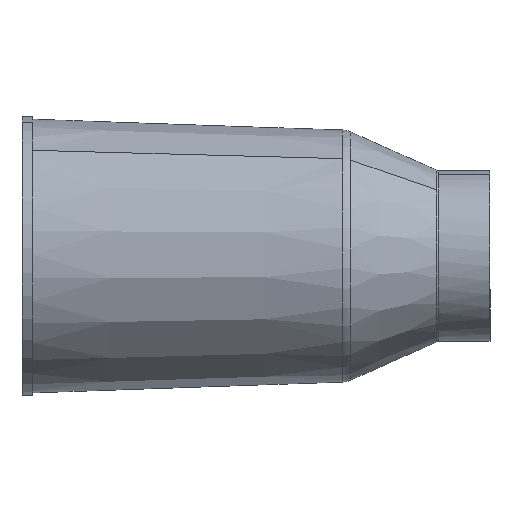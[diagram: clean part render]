
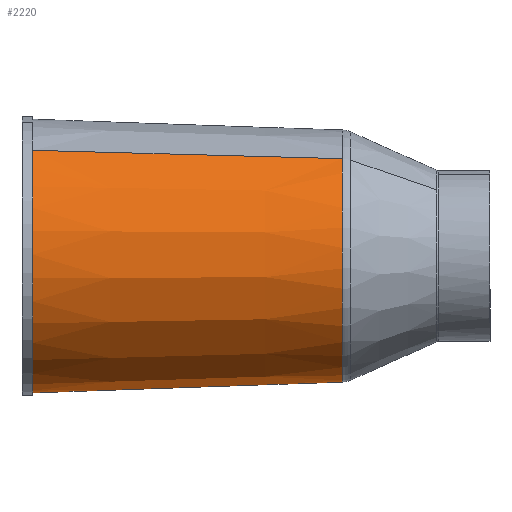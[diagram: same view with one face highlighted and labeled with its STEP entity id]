
A CAD part, left-side view. The second image highlights one B-rep face of the part: STEP entity #2220.
In plain terms, the highlighted conical face has half-angle 2 degrees and reference radius 58.095 mm.
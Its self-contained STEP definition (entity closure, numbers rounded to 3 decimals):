
#1900=CARTESIAN_POINT('POINT99',(0.,
   69.03,-55.587));
#1901=VERTEX_POINT('VERTEX99',#1900);
#1909=CARTESIAN_POINT('POINT100',(35.305,
   69.03,-42.935));
#1910=VERTEX_POINT('VERTEX100',#1909);
#1911=CARTESIAN_POINT('POS136',(0.,
   69.03,0.));
#1912=DIRECTION('DIR214',(0.,1.,
   0.));
#1913=DIRECTION('DIR215',(0.635,0.,
   -0.772));
#1914=AXIS2_PLACEMENT_3D('AXIS79',#1911,#1912,#1913);
#1915=CIRCLE('ELLIPSE44',#1914,55.587);
#1916=EDGE_CURVE('EDGE148',#1910,#1901,#1915,.T.);
#1945=CARTESIAN_POINT('POINT103',(-38.332,205.516,
   46.617));
#1946=VERTEX_POINT('VERTEX103',#1945);
#1947=CARTESIAN_POINT('POS138',(0.,205.516,
   0.));
#1948=DIRECTION('DIR218',(0.,-1.,
   0.));
#1949=DIRECTION('DIR219',(0.635,0.,
   -0.772));
#1950=AXIS2_PLACEMENT_3D('AXIS81',#1947,#1948,#1949);
#1951=CIRCLE('ELLIPSE45',#1950,60.353);
#1954=CARTESIAN_POINT('POINT104',(38.332,205.516,
   -46.617));
#1955=VERTEX_POINT('VERTEX104',#1954);
#1958=EDGE_CURVE('EDGE153',#1946,#1955,#1951,.T.);
#2142=CARTESIAN_POINT('POS157',(36.898,
   140.847,-44.873));
#2143=DIRECTION('DIR252',(0.022,0.999,
   -0.027));
#2144=VECTOR('VEC62',#2143,1.);
#2145=LINE('STRAIGHT62',#2142,#2144);
#2146=EDGE_CURVE('EDGE168',#1910,#1955,#2145,.T.);
#2173=CARTESIAN_POINT('POS158',(0.,140.847
   ,0.));
#2174=DIRECTION('DIR253',(0.,1.,
   0.));
#2175=DIRECTION('DIR254',(0.635,0.,
   -0.772));
#2176=AXIS2_PLACEMENT_3D('AXIS96',#2173,#2174,#2175);
#2177=CONICAL_SURFACE('CONE_SURF16',#2176,58.095,
   0.035);
#2199=CARTESIAN_POINT('POINT114',(-35.305,
   69.03,42.935));
#2200=VERTEX_POINT('VERTEX114',#2199);
#2203=EDGE_CURVE('EDGE175',#1901,#2200,#1915,.T.);
#2208=ORIENTED_EDGE('COEDGE335',*,*,#2146,.F.);
#2209=ORIENTED_EDGE('COEDGE336',*,*,#1916,.T.);
#2210=ORIENTED_EDGE('COEDGE337',*,*,#2203,.T.);
#2211=CARTESIAN_POINT('POS160',(-36.898,
   140.847,44.873));
#2212=DIRECTION('DIR257',(0.022,-0.999,
   -0.027));
#2213=VECTOR('VEC63',#2212,1.);
#2214=LINE('STRAIGHT63',#2211,#2213);
#2215=EDGE_CURVE('EDGE176',#1946,#2200,#2214,.T.);
#2216=ORIENTED_EDGE('COEDGE338',*,*,#2215,.F.);
#2217=ORIENTED_EDGE('COEDGE339',*,*,#1958,.T.);
#2218=EDGE_LOOP('NONE',(#2208,#2209,#2210,#2216,#2217));
#2219=FACE_BOUND('LOOP1',#2218,.T.);
#2220=ADVANCED_FACE('FACE64',(#2219),#2177,.T.);
